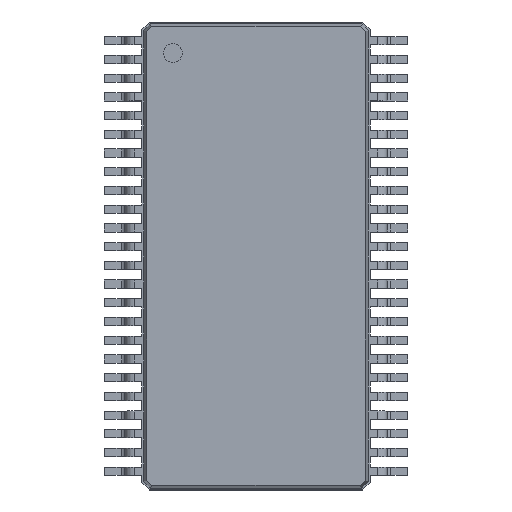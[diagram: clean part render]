
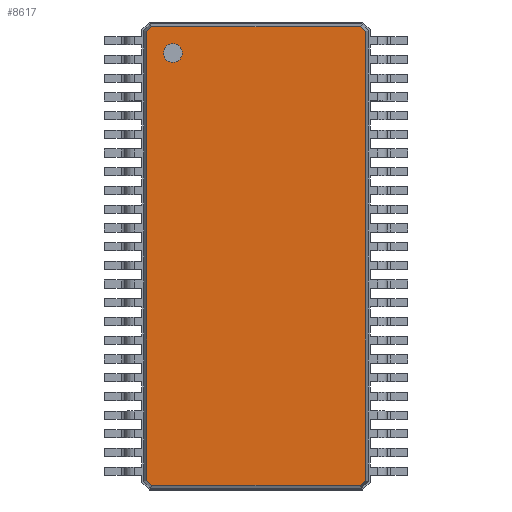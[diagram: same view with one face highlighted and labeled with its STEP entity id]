
A CAD part, top view. The second image highlights one B-rep face of the part: STEP entity #8617.
In plain terms, the highlighted planar face has unit normal (0, 0, 1).
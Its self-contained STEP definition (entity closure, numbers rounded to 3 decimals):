
#2864 = VERTEX_POINT('',#2865);
#2865 = CARTESIAN_POINT('',(2.92,-5.985,1.));
#2870 = EDGE_CURVE('',#2871,#2864,#2873,.T.);
#2871 = VERTEX_POINT('',#2872);
#2872 = CARTESIAN_POINT('',(2.92,5.985,1.));
#2873 = LINE('',#2874,#2875);
#2874 = CARTESIAN_POINT('',(2.92,5.985,1.));
#2875 = VECTOR('',#2876,1.);
#2876 = DIRECTION('',(0.,-1.,0.));
#8600 = EDGE_CURVE('',#8601,#2871,#8603,.T.);
#8601 = VERTEX_POINT('',#8602);
#8602 = CARTESIAN_POINT('',(2.785,6.12,1.));
#8603 = LINE('',#8604,#8605);
#8604 = CARTESIAN_POINT('',(2.785,6.12,1.));
#8605 = VECTOR('',#8606,1.);
#8606 = DIRECTION('',(0.707,-0.707,0.));
#8617 = ADVANCED_FACE('',(#8618,#8668),#8679,.T.);
#8618 = FACE_BOUND('',#8619,.T.);
#8619 = EDGE_LOOP('',(#8620,#8628,#8636,#8644,#8652,#8660,#8666,#8667));
#8620 = ORIENTED_EDGE('',*,*,#8621,.F.);
#8621 = EDGE_CURVE('',#8622,#8601,#8624,.T.);
#8622 = VERTEX_POINT('',#8623);
#8623 = CARTESIAN_POINT('',(-2.785,6.12,1.));
#8624 = LINE('',#8625,#8626);
#8625 = CARTESIAN_POINT('',(-2.785,6.12,1.));
#8626 = VECTOR('',#8627,1.);
#8627 = DIRECTION('',(1.,0.,0.));
#8628 = ORIENTED_EDGE('',*,*,#8629,.F.);
#8629 = EDGE_CURVE('',#8630,#8622,#8632,.T.);
#8630 = VERTEX_POINT('',#8631);
#8631 = CARTESIAN_POINT('',(-2.92,5.985,1.));
#8632 = LINE('',#8633,#8634);
#8633 = CARTESIAN_POINT('',(-2.92,5.985,1.));
#8634 = VECTOR('',#8635,1.);
#8635 = DIRECTION('',(0.707,0.707,0.));
#8636 = ORIENTED_EDGE('',*,*,#8637,.F.);
#8637 = EDGE_CURVE('',#8638,#8630,#8640,.T.);
#8638 = VERTEX_POINT('',#8639);
#8639 = CARTESIAN_POINT('',(-2.92,-5.985,1.));
#8640 = LINE('',#8641,#8642);
#8641 = CARTESIAN_POINT('',(-2.92,-5.985,1.));
#8642 = VECTOR('',#8643,1.);
#8643 = DIRECTION('',(0.,1.,0.));
#8644 = ORIENTED_EDGE('',*,*,#8645,.F.);
#8645 = EDGE_CURVE('',#8646,#8638,#8648,.T.);
#8646 = VERTEX_POINT('',#8647);
#8647 = CARTESIAN_POINT('',(-2.785,-6.12,1.));
#8648 = LINE('',#8649,#8650);
#8649 = CARTESIAN_POINT('',(-2.785,-6.12,1.));
#8650 = VECTOR('',#8651,1.);
#8651 = DIRECTION('',(-0.707,0.707,0.));
#8652 = ORIENTED_EDGE('',*,*,#8653,.F.);
#8653 = EDGE_CURVE('',#8654,#8646,#8656,.T.);
#8654 = VERTEX_POINT('',#8655);
#8655 = CARTESIAN_POINT('',(2.785,-6.12,1.));
#8656 = LINE('',#8657,#8658);
#8657 = CARTESIAN_POINT('',(2.785,-6.12,1.));
#8658 = VECTOR('',#8659,1.);
#8659 = DIRECTION('',(-1.,0.,0.));
#8660 = ORIENTED_EDGE('',*,*,#8661,.F.);
#8661 = EDGE_CURVE('',#2864,#8654,#8662,.T.);
#8662 = LINE('',#8663,#8664);
#8663 = CARTESIAN_POINT('',(2.92,-5.985,1.));
#8664 = VECTOR('',#8665,1.);
#8665 = DIRECTION('',(-0.707,-0.707,0.));
#8666 = ORIENTED_EDGE('',*,*,#2870,.F.);
#8667 = ORIENTED_EDGE('',*,*,#8600,.F.);
#8668 = FACE_BOUND('',#8669,.T.);
#8669 = EDGE_LOOP('',(#8670));
#8670 = ORIENTED_EDGE('',*,*,#8671,.F.);
#8671 = EDGE_CURVE('',#8672,#8672,#8674,.T.);
#8672 = VERTEX_POINT('',#8673);
#8673 = CARTESIAN_POINT('',(-2.22,5.17,1.));
#8674 = CIRCLE('',#8675,0.25);
#8675 = AXIS2_PLACEMENT_3D('',#8676,#8677,#8678);
#8676 = CARTESIAN_POINT('',(-2.22,5.42,1.));
#8677 = DIRECTION('',(0.,0.,1.));
#8678 = DIRECTION('',(0.,-1.,0.));
#8679 = PLANE('',#8680);
#8680 = AXIS2_PLACEMENT_3D('',#8681,#8682,#8683);
#8681 = CARTESIAN_POINT('',(-2.785,6.12,1.));
#8682 = DIRECTION('',(0.,0.,1.));
#8683 = DIRECTION('',(0.414,-0.91,0.));
